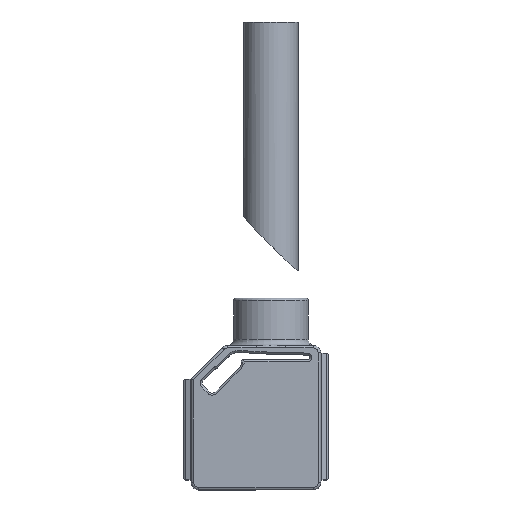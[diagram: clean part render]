
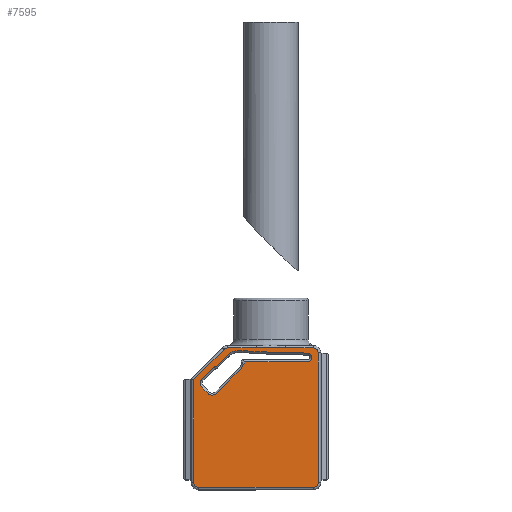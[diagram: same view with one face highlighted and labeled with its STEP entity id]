
A CAD part, top view. The second image highlights one B-rep face of the part: STEP entity #7595.
In plain terms, the highlighted planar face has unit normal (0, 0, 1).
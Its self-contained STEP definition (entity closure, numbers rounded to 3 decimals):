
#194=B_SPLINE_CURVE_WITH_KNOTS('',3,(#12375,#12376,#12377,#12378,#12379,
#12380),.UNSPECIFIED.,.F.,.F.,(4,1,1,4),(-1.167,-0.833,
-0.5,0.),.UNSPECIFIED.);
#595=LINE('',#12369,#1172);
#596=LINE('',#12373,#1173);
#597=LINE('',#12382,#1174);
#598=LINE('',#12386,#1175);
#599=LINE('',#12388,#1176);
#600=LINE('',#12392,#1177);
#601=LINE('',#12396,#1178);
#602=LINE('',#12400,#1179);
#603=LINE('',#12404,#1180);
#604=LINE('',#12408,#1181);
#605=LINE('',#12414,#1182);
#606=LINE('',#12422,#1183);
#607=LINE('',#12425,#1184);
#1172=VECTOR('',#9315,10.);
#1173=VECTOR('',#9320,10.);
#1174=VECTOR('',#9321,10.);
#1175=VECTOR('',#9324,10.);
#1176=VECTOR('',#9325,10.);
#1177=VECTOR('',#9328,10.);
#1178=VECTOR('',#9331,10.);
#1179=VECTOR('',#9334,10.);
#1180=VECTOR('',#9337,10.);
#1181=VECTOR('',#9340,10.);
#1182=VECTOR('',#9345,10.);
#1183=VECTOR('',#9352,10.);
#1184=VECTOR('',#9355,10.);
#1560=CIRCLE('',#8118,2.);
#1572=CIRCLE('',#8138,2.);
#1573=CIRCLE('',#8139,2.);
#1574=CIRCLE('',#8140,2.);
#1575=CIRCLE('',#8141,3.061);
#1576=CIRCLE('',#8142,2.334);
#1577=CIRCLE('',#8143,2.123);
#1578=CIRCLE('',#8144,2.123);
#1579=CIRCLE('',#8145,0.275);
#1580=CIRCLE('',#8146,4.75);
#1581=CIRCLE('',#8147,33.85);
#1582=CIRCLE('',#8148,55.55);
#1583=CIRCLE('',#8149,1.75);
#2012=FACE_BOUND('',#2618,.T.);
#2141=FACE_OUTER_BOUND('',#2617,.T.);
#2617=EDGE_LOOP('',(#5669,#5670,#5671,#5672,#5673,#5674,#5675,#5676,#5677,
#5678,#5679));
#2618=EDGE_LOOP('',(#5680,#5681,#5682,#5683,#5684,#5685,#5686,#5687,#5688,
#5689,#5690,#5691,#5692,#5693,#5694,#5695));
#3327=VERTEX_POINT('',#12231);
#3330=VERTEX_POINT('',#12236);
#3360=VERTEX_POINT('',#12368);
#3361=VERTEX_POINT('',#12372);
#3362=VERTEX_POINT('',#12374);
#3363=VERTEX_POINT('',#12381);
#3364=VERTEX_POINT('',#12383);
#3365=VERTEX_POINT('',#12385);
#3366=VERTEX_POINT('',#12387);
#3367=VERTEX_POINT('',#12389);
#3368=VERTEX_POINT('',#12391);
#3369=VERTEX_POINT('',#12394);
#3370=VERTEX_POINT('',#12395);
#3371=VERTEX_POINT('',#12397);
#3372=VERTEX_POINT('',#12399);
#3373=VERTEX_POINT('',#12401);
#3374=VERTEX_POINT('',#12403);
#3375=VERTEX_POINT('',#12405);
#3376=VERTEX_POINT('',#12407);
#3377=VERTEX_POINT('',#12409);
#3378=VERTEX_POINT('',#12411);
#3379=VERTEX_POINT('',#12413);
#3380=VERTEX_POINT('',#12415);
#3381=VERTEX_POINT('',#12417);
#3382=VERTEX_POINT('',#12419);
#3383=VERTEX_POINT('',#12421);
#3384=VERTEX_POINT('',#12423);
#4155=EDGE_CURVE('',#3330,#3327,#1560,.T.);
#4194=EDGE_CURVE('',#3327,#3360,#595,.T.);
#4196=EDGE_CURVE('',#3361,#3330,#596,.T.);
#4197=EDGE_CURVE('',#3362,#3361,#194,.T.);
#4198=EDGE_CURVE('',#3363,#3362,#597,.T.);
#4199=EDGE_CURVE('',#3364,#3363,#1572,.T.);
#4200=EDGE_CURVE('',#3365,#3364,#598,.T.);
#4201=EDGE_CURVE('',#3366,#3365,#599,.T.);
#4202=EDGE_CURVE('',#3367,#3366,#1573,.T.);
#4203=EDGE_CURVE('',#3368,#3367,#600,.T.);
#4204=EDGE_CURVE('',#3360,#3368,#1574,.T.);
#4205=EDGE_CURVE('',#3369,#3370,#601,.T.);
#4206=EDGE_CURVE('',#3371,#3369,#1575,.T.);
#4207=EDGE_CURVE('',#3372,#3371,#602,.T.);
#4208=EDGE_CURVE('',#3373,#3372,#1576,.T.);
#4209=EDGE_CURVE('',#3374,#3373,#603,.T.);
#4210=EDGE_CURVE('',#3375,#3374,#1577,.T.);
#4211=EDGE_CURVE('',#3376,#3375,#604,.T.);
#4212=EDGE_CURVE('',#3377,#3376,#1578,.T.);
#4213=EDGE_CURVE('',#3378,#3377,#1579,.T.);
#4214=EDGE_CURVE('',#3379,#3378,#605,.T.);
#4215=EDGE_CURVE('',#3380,#3379,#1580,.T.);
#4216=EDGE_CURVE('',#3381,#3380,#1581,.T.);
#4217=EDGE_CURVE('',#3382,#3381,#1582,.T.);
#4218=EDGE_CURVE('',#3383,#3382,#606,.T.);
#4219=EDGE_CURVE('',#3384,#3383,#1583,.T.);
#4220=EDGE_CURVE('',#3370,#3384,#607,.T.);
#5669=ORIENTED_EDGE('',*,*,#4155,.F.);
#5670=ORIENTED_EDGE('',*,*,#4196,.F.);
#5671=ORIENTED_EDGE('',*,*,#4197,.F.);
#5672=ORIENTED_EDGE('',*,*,#4198,.F.);
#5673=ORIENTED_EDGE('',*,*,#4199,.F.);
#5674=ORIENTED_EDGE('',*,*,#4200,.F.);
#5675=ORIENTED_EDGE('',*,*,#4201,.F.);
#5676=ORIENTED_EDGE('',*,*,#4202,.F.);
#5677=ORIENTED_EDGE('',*,*,#4203,.F.);
#5678=ORIENTED_EDGE('',*,*,#4204,.F.);
#5679=ORIENTED_EDGE('',*,*,#4194,.F.);
#5680=ORIENTED_EDGE('',*,*,#4205,.F.);
#5681=ORIENTED_EDGE('',*,*,#4206,.F.);
#5682=ORIENTED_EDGE('',*,*,#4207,.F.);
#5683=ORIENTED_EDGE('',*,*,#4208,.F.);
#5684=ORIENTED_EDGE('',*,*,#4209,.F.);
#5685=ORIENTED_EDGE('',*,*,#4210,.F.);
#5686=ORIENTED_EDGE('',*,*,#4211,.F.);
#5687=ORIENTED_EDGE('',*,*,#4212,.F.);
#5688=ORIENTED_EDGE('',*,*,#4213,.F.);
#5689=ORIENTED_EDGE('',*,*,#4214,.F.);
#5690=ORIENTED_EDGE('',*,*,#4215,.F.);
#5691=ORIENTED_EDGE('',*,*,#4216,.F.);
#5692=ORIENTED_EDGE('',*,*,#4217,.F.);
#5693=ORIENTED_EDGE('',*,*,#4218,.F.);
#5694=ORIENTED_EDGE('',*,*,#4219,.F.);
#5695=ORIENTED_EDGE('',*,*,#4220,.F.);
#7383=PLANE('',#8137);
#7595=ADVANCED_FACE('',(#2141,#2012),#7383,.T.);
#8118=AXIS2_PLACEMENT_3D('',#12238,#9259,#9260);
#8137=AXIS2_PLACEMENT_3D('',#12371,#9318,#9319);
#8138=AXIS2_PLACEMENT_3D('',#12384,#9322,#9323);
#8139=AXIS2_PLACEMENT_3D('',#12390,#9326,#9327);
#8140=AXIS2_PLACEMENT_3D('',#12393,#9329,#9330);
#8141=AXIS2_PLACEMENT_3D('',#12398,#9332,#9333);
#8142=AXIS2_PLACEMENT_3D('',#12402,#9335,#9336);
#8143=AXIS2_PLACEMENT_3D('',#12406,#9338,#9339);
#8144=AXIS2_PLACEMENT_3D('',#12410,#9341,#9342);
#8145=AXIS2_PLACEMENT_3D('',#12412,#9343,#9344);
#8146=AXIS2_PLACEMENT_3D('',#12416,#9346,#9347);
#8147=AXIS2_PLACEMENT_3D('',#12418,#9348,#9349);
#8148=AXIS2_PLACEMENT_3D('',#12420,#9350,#9351);
#8149=AXIS2_PLACEMENT_3D('',#12424,#9353,#9354);
#9259=DIRECTION('center_axis',(0.,0.,-1.));
#9260=DIRECTION('ref_axis',(0.707,0.707,0.));
#9315=DIRECTION('',(0.,-1.,0.));
#9318=DIRECTION('center_axis',(0.,0.,1.));
#9319=DIRECTION('ref_axis',(1.,0.,0.));
#9320=DIRECTION('',(1.,0.,0.));
#9321=DIRECTION('',(1.,0.,0.));
#9322=DIRECTION('center_axis',(0.,0.,-1.));
#9323=DIRECTION('ref_axis',(-0.383,0.924,0.));
#9324=DIRECTION('',(0.707,0.707,0.));
#9325=DIRECTION('',(0.,1.,0.));
#9326=DIRECTION('center_axis',(0.,0.,-1.));
#9327=DIRECTION('ref_axis',(-0.707,-0.707,0.));
#9328=DIRECTION('',(-1.,0.,0.));
#9329=DIRECTION('center_axis',(0.,0.,-1.));
#9330=DIRECTION('ref_axis',(0.707,-0.707,0.));
#9331=DIRECTION('',(0.707,0.707,0.));
#9332=DIRECTION('center_axis',(0.,0.,1.));
#9333=DIRECTION('ref_axis',(0.739,-0.674,0.));
#9334=DIRECTION('',(0.707,0.707,0.));
#9335=DIRECTION('center_axis',(0.,0.,1.));
#9336=DIRECTION('ref_axis',(-0.707,-0.707,0.));
#9337=DIRECTION('',(0.707,-0.707,0.));
#9338=DIRECTION('center_axis',(0.,0.,1.));
#9339=DIRECTION('ref_axis',(-0.707,0.707,0.));
#9340=DIRECTION('',(-0.707,-0.707,0.));
#9341=DIRECTION('center_axis',(0.,0.,1.));
#9342=DIRECTION('ref_axis',(-0.18,0.984,0.));
#9343=DIRECTION('center_axis',(0.,0.,-1.));
#9344=DIRECTION('ref_axis',(0.18,-0.984,0.));
#9345=DIRECTION('',(-0.707,-0.707,0.));
#9346=DIRECTION('center_axis',(0.,0.,1.));
#9347=DIRECTION('ref_axis',(-0.068,0.998,0.));
#9348=DIRECTION('center_axis',(0.,0.,1.));
#9349=DIRECTION('ref_axis',(0.105,0.995,0.));
#9350=DIRECTION('center_axis',(0.,0.,-1.));
#9351=DIRECTION('ref_axis',(-0.105,-0.995,0.));
#9352=DIRECTION('',(-1.,0.027,0.));
#9353=DIRECTION('center_axis',(0.,0.,1.));
#9354=DIRECTION('ref_axis',(0.,-1.,0.));
#9355=DIRECTION('',(1.,0.,0.));
#12231=CARTESIAN_POINT('',(39.722,20.,17.5));
#12236=CARTESIAN_POINT('',(37.722,22.,17.5));
#12238=CARTESIAN_POINT('Origin',(37.722,20.,17.5));
#12368=CARTESIAN_POINT('',(39.722,-32.,17.5));
#12369=CARTESIAN_POINT('',(39.722,5.304,17.5));
#12371=CARTESIAN_POINT('Origin',(16.412,10.608,17.5));
#12372=CARTESIAN_POINT('',(26.553,22.,17.5));
#12373=CARTESIAN_POINT('',(28.567,22.,17.5));
#12374=CARTESIAN_POINT('',(14.891,22.,17.5));
#12375=CARTESIAN_POINT('Ctrl Pts',(14.891,22.,17.5));
#12376=CARTESIAN_POINT('Ctrl Pts',(16.002,22.,17.5));
#12377=CARTESIAN_POINT('Ctrl Pts',(18.221,22.111,17.5));
#12378=CARTESIAN_POINT('Ctrl Pts',(22.111,22.19,17.5));
#12379=CARTESIAN_POINT('Ctrl Pts',(24.886,22.,17.5));
#12380=CARTESIAN_POINT('Ctrl Pts',(26.553,22.,17.5));
#12381=CARTESIAN_POINT('',(3.318,22.,17.5));
#12382=CARTESIAN_POINT('',(28.567,22.,17.5));
#12383=CARTESIAN_POINT('',(1.904,21.414,17.5));
#12384=CARTESIAN_POINT('Origin',(3.318,20.,17.5));
#12385=CARTESIAN_POINT('',(-10.278,9.232,17.5));
#12386=CARTESIAN_POINT('',(3.269,22.779,17.5));
#12387=CARTESIAN_POINT('',(-10.278,-32.,17.5));
#12388=CARTESIAN_POINT('',(-10.278,10.127,17.5));
#12389=CARTESIAN_POINT('',(-8.278,-34.,17.5));
#12390=CARTESIAN_POINT('Origin',(-8.278,-32.,17.5));
#12391=CARTESIAN_POINT('',(37.722,-34.,17.5));
#12392=CARTESIAN_POINT('',(15.567,-34.,17.5));
#12393=CARTESIAN_POINT('Origin',(37.722,-32.,17.5));
#12394=CARTESIAN_POINT('',(9.561,15.437,17.5));
#12395=CARTESIAN_POINT('',(10.574,16.45,17.5));
#12396=CARTESIAN_POINT('',(9.966,15.841,17.5));
#12397=CARTESIAN_POINT('',(8.766,13.688,17.5));
#12398=CARTESIAN_POINT('Origin',(6.518,15.765,17.5));
#12399=CARTESIAN_POINT('',(-1.18,3.742,17.5));
#12400=CARTESIAN_POINT('',(4.934,9.856,17.5));
#12401=CARTESIAN_POINT('',(-4.481,3.742,17.5));
#12402=CARTESIAN_POINT('Origin',(-2.831,5.392,17.5));
#12403=CARTESIAN_POINT('',(-7.11,6.37,17.5));
#12404=CARTESIAN_POINT('',(-2.289,1.549,17.5));
#12405=CARTESIAN_POINT('',(-7.11,9.373,17.5));
#12406=CARTESIAN_POINT('Origin',(-5.609,7.872,17.5));
#12407=CARTESIAN_POINT('',(-2.595,13.887,17.5));
#12408=CARTESIAN_POINT('',(1.337,17.819,17.5));
#12409=CARTESIAN_POINT('',(-1.476,14.475,17.5));
#12410=CARTESIAN_POINT('Origin',(-1.094,12.386,17.5));
#12411=CARTESIAN_POINT('',(-1.331,14.551,17.5));
#12412=CARTESIAN_POINT('Origin',(-1.526,14.745,17.5));
#12413=CARTESIAN_POINT('',(3.58,19.462,17.5));
#12414=CARTESIAN_POINT('',(4.574,20.456,17.5));
#12415=CARTESIAN_POINT('',(6.614,20.842,17.5));
#12416=CARTESIAN_POINT('Origin',(6.939,16.103,17.5));
#12417=CARTESIAN_POINT('',(12.468,20.735,17.5));
#12418=CARTESIAN_POINT('Origin',(8.924,-12.929,17.5));
#12419=CARTESIAN_POINT('',(16.796,20.45,17.5));
#12420=CARTESIAN_POINT('Origin',(18.282,75.98,17.5));
#12421=CARTESIAN_POINT('',(35.476,19.95,17.5));
#12422=CARTESIAN_POINT('',(26.076,20.201,17.5));
#12423=CARTESIAN_POINT('',(35.429,16.45,17.5));
#12424=CARTESIAN_POINT('Origin',(35.429,18.2,17.5));
#12425=CARTESIAN_POINT('',(12.87,16.45,17.5));
